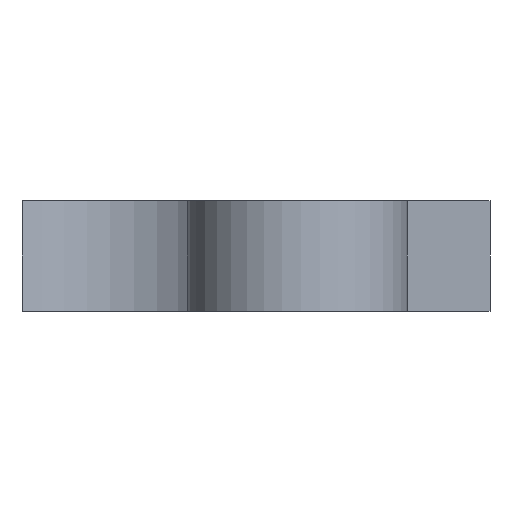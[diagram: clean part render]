
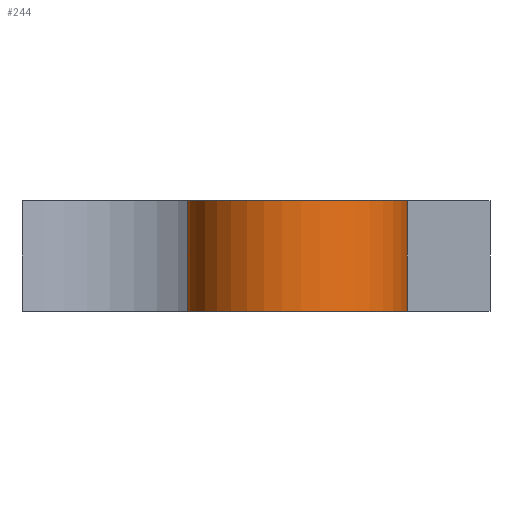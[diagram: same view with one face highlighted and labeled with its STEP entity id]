
A CAD part, left-side view. The second image highlights one B-rep face of the part: STEP entity #244.
In plain terms, the highlighted cylindrical face has radius 2 mm (diameter 4 mm), a partial arc.
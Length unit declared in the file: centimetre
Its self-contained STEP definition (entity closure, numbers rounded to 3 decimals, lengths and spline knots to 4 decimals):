
#34=FACE_OUTER_BOUND('',#47,.T.);
#47=EDGE_LOOP('',(#200,#201,#202,#203));
#72=LINE('',#413,#95);
#73=LINE('',#419,#96);
#95=VECTOR('',#340,1.);
#96=VECTOR('',#347,1.);
#107=CIRCLE('',#280,0.2);
#108=CIRCLE('',#281,0.2);
#127=VERTEX_POINT('',#409);
#128=VERTEX_POINT('',#411);
#129=VERTEX_POINT('',#415);
#130=VERTEX_POINT('',#417);
#158=EDGE_CURVE('',#127,#128,#72,.T.);
#159=EDGE_CURVE('',#129,#127,#107,.T.);
#160=EDGE_CURVE('',#130,#128,#108,.T.);
#161=EDGE_CURVE('',#129,#130,#73,.T.);
#200=ORIENTED_EDGE('',*,*,#159,.T.);
#201=ORIENTED_EDGE('',*,*,#158,.T.);
#202=ORIENTED_EDGE('',*,*,#160,.F.);
#203=ORIENTED_EDGE('',*,*,#161,.F.);
#234=CYLINDRICAL_SURFACE('',#279,0.2);
#244=ADVANCED_FACE('',(#34),#234,.T.);
#279=AXIS2_PLACEMENT_3D('',#414,#341,#342);
#280=AXIS2_PLACEMENT_3D('',#416,#343,#344);
#281=AXIS2_PLACEMENT_3D('',#418,#345,#346);
#340=DIRECTION('',(0.,0.,1.));
#341=DIRECTION('center_axis',(0.,0.,1.));
#342=DIRECTION('ref_axis',(-0.924,0.383,0.));
#343=DIRECTION('center_axis',(0.,0.,1.));
#344=DIRECTION('ref_axis',(0.707,0.707,0.));
#345=DIRECTION('center_axis',(0.,0.,1.));
#346=DIRECTION('ref_axis',(0.707,0.707,0.));
#347=DIRECTION('',(0.,0.,1.));
#409=CARTESIAN_POINT('',(0.0507,-0.2,0.));
#411=CARTESIAN_POINT('',(0.0507,-0.2,0.2));
#413=CARTESIAN_POINT('',(0.0507,-0.2,0.));
#414=CARTESIAN_POINT('Origin',(0.0507,0.,0.));
#415=CARTESIAN_POINT('',(0.1921,0.1414,0.));
#416=CARTESIAN_POINT('Origin',(0.0507,0.,0.));
#417=CARTESIAN_POINT('',(0.1921,0.1414,0.2));
#418=CARTESIAN_POINT('Origin',(0.0507,0.,0.2));
#419=CARTESIAN_POINT('',(0.1921,0.1414,0.));
